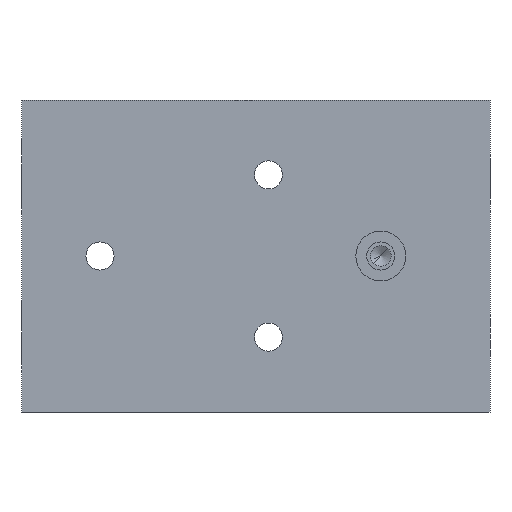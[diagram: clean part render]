
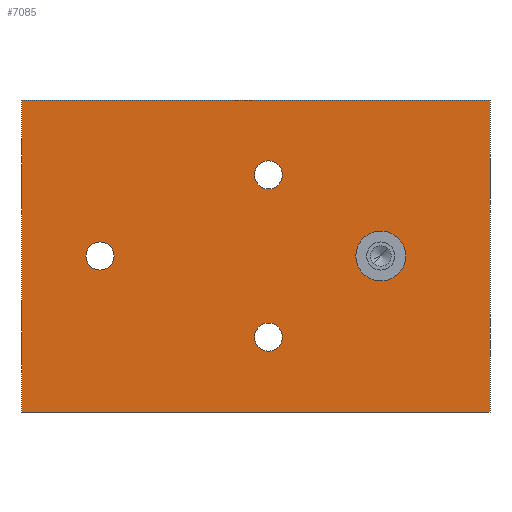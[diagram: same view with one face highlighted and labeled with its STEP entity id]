
A CAD part, front view. The second image highlights one B-rep face of the part: STEP entity #7085.
In plain terms, the highlighted planar face has unit normal (0, -1, 0).
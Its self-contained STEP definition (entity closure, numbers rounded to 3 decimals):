
#140 = EDGE_CURVE ( 'NONE', #7199, #7577, #10318, .T. ) ;
#355 = DIRECTION ( 'NONE',  ( 0., 0., 1. ) ) ;
#821 = ORIENTED_EDGE ( 'NONE', *, *, #2830, .T. ) ;
#875 = ORIENTED_EDGE ( 'NONE', *, *, #5085, .F. ) ;
#916 = CARTESIAN_POINT ( 'NONE',  ( -28.214, -6.59, 2.248 ) ) ;
#964 = DIRECTION ( 'NONE',  ( 0., 0., -1. ) ) ;
#1106 = CARTESIAN_POINT ( 'NONE',  ( 34.286, -6.59, -25. ) ) ;
#1177 = VERTEX_POINT ( 'NONE', #6638 ) ;
#1205 = ORIENTED_EDGE ( 'NONE', *, *, #9905, .F. ) ;
#1452 = ORIENTED_EDGE ( 'NONE', *, *, #1946, .T. ) ;
#1702 = CARTESIAN_POINT ( 'NONE',  ( -40.714, -6.59, 25. ) ) ;
#1946 = EDGE_CURVE ( 'NONE', #7577, #7199, #4653, .T. ) ;
#2021 = AXIS2_PLACEMENT_3D ( 'NONE', #6341, #2162, #7420 ) ;
#2103 = CARTESIAN_POINT ( 'NONE',  ( 16.786, -6.59, 0. ) ) ;
#2111 = VERTEX_POINT ( 'NONE', #1702 ) ;
#2114 = CARTESIAN_POINT ( 'NONE',  ( -28.214, -6.59, 0. ) ) ;
#2162 = DIRECTION ( 'NONE',  ( 0., 1., 0. ) ) ;
#2431 = LINE ( 'NONE', #5158, #13573 ) ;
#2458 = CARTESIAN_POINT ( 'NONE',  ( 34.286, -6.59, -25. ) ) ;
#2728 = EDGE_LOOP ( 'NONE', ( #11149, #1205, #7337, #8049 ) ) ;
#2830 = EDGE_CURVE ( 'NONE', #1177, #12535, #7282, .T. ) ;
#2905 = AXIS2_PLACEMENT_3D ( 'NONE', #8734, #8766, #9380 ) ;
#3145 = CARTESIAN_POINT ( 'NONE',  ( 34.286, -6.59, 25. ) ) ;
#3431 = EDGE_LOOP ( 'NONE', ( #6211, #821 ) ) ;
#3529 = DIRECTION ( 'NONE',  ( 0., 1., 0. ) ) ;
#3536 = CARTESIAN_POINT ( 'NONE',  ( 16.786, -6.59, 4. ) ) ;
#3707 = DIRECTION ( 'NONE',  ( 0., 0., 1. ) ) ;
#3933 = CARTESIAN_POINT ( 'NONE',  ( -1.214, -6.59, 13. ) ) ;
#4131 = DIRECTION ( 'NONE',  ( 0., 1., 0. ) ) ;
#4274 = FACE_BOUND ( 'NONE', #5920, .T. ) ;
#4503 = ORIENTED_EDGE ( 'NONE', *, *, #7705, .T. ) ;
#4547 = CARTESIAN_POINT ( 'NONE',  ( 34.286, -6.59, -25. ) ) ;
#4555 = VERTEX_POINT ( 'NONE', #9066 ) ;
#4632 = EDGE_LOOP ( 'NONE', ( #875, #8967 ) ) ;
#4653 = CIRCLE ( 'NONE', #10824, 2.248 ) ;
#4673 = VERTEX_POINT ( 'NONE', #13730 ) ;
#4688 = DIRECTION ( 'NONE',  ( 0., -1., 0. ) ) ;
#4970 = CARTESIAN_POINT ( 'NONE',  ( 34.286, -6.59, 25. ) ) ;
#5085 = EDGE_CURVE ( 'NONE', #9629, #8371, #7934, .T. ) ;
#5158 = CARTESIAN_POINT ( 'NONE',  ( -40.714, -6.59, -25. ) ) ;
#5392 = CARTESIAN_POINT ( 'NONE',  ( 16.786, -6.59, -4. ) ) ;
#5590 = ORIENTED_EDGE ( 'NONE', *, *, #9936, .T. ) ;
#5655 = VECTOR ( 'NONE', #6110, 1000. ) ;
#5674 = CARTESIAN_POINT ( 'NONE',  ( 34.286, -6.59, -25. ) ) ;
#5805 = AXIS2_PLACEMENT_3D ( 'NONE', #3933, #4131, #8257 ) ;
#5895 = CARTESIAN_POINT ( 'NONE',  ( -1.214, -6.59, -15.248 ) ) ;
#5920 = EDGE_LOOP ( 'NONE', ( #10971, #1452 ) ) ;
#6110 = DIRECTION ( 'NONE',  ( 1., 0., 0. ) ) ;
#6211 = ORIENTED_EDGE ( 'NONE', *, *, #6489, .T. ) ;
#6233 = VERTEX_POINT ( 'NONE', #10242 ) ;
#6271 = EDGE_CURVE ( 'NONE', #6233, #2111, #2431, .T. ) ;
#6326 = PLANE ( 'NONE',  #9799 ) ;
#6341 = CARTESIAN_POINT ( 'NONE',  ( -28.214, -6.59, 0. ) ) ;
#6489 = EDGE_CURVE ( 'NONE', #12535, #1177, #12392, .T. ) ;
#6638 = CARTESIAN_POINT ( 'NONE',  ( -28.214, -6.59, -2.248 ) ) ;
#7085 = ADVANCED_FACE ( 'NONE', ( #9879, #10214, #4274, #7737, #7895 ), #6326, .T. ) ;
#7199 = VERTEX_POINT ( 'NONE', #11740 ) ;
#7282 = CIRCLE ( 'NONE', #2021, 2.248 ) ;
#7337 = ORIENTED_EDGE ( 'NONE', *, *, #6271, .F. ) ;
#7345 = EDGE_LOOP ( 'NONE', ( #4503, #5590 ) ) ;
#7358 = DIRECTION ( 'NONE',  ( 0., -1., 0. ) ) ;
#7420 = DIRECTION ( 'NONE',  ( 0., 0., 1. ) ) ;
#7519 = VERTEX_POINT ( 'NONE', #2458 ) ;
#7550 = VERTEX_POINT ( 'NONE', #4970 ) ;
#7577 = VERTEX_POINT ( 'NONE', #5895 ) ;
#7705 = EDGE_CURVE ( 'NONE', #4555, #4673, #11359, .T. ) ;
#7737 = FACE_BOUND ( 'NONE', #7345, .T. ) ;
#7855 = CARTESIAN_POINT ( 'NONE',  ( -1.214, -6.59, -13. ) ) ;
#7895 = FACE_OUTER_BOUND ( 'NONE', #2728, .T. ) ;
#7934 = CIRCLE ( 'NONE', #13622, 4. ) ;
#8039 = AXIS2_PLACEMENT_3D ( 'NONE', #2103, #10442, #13674 ) ;
#8049 = ORIENTED_EDGE ( 'NONE', *, *, #9329, .T. ) ;
#8257 = DIRECTION ( 'NONE',  ( 0., 0., 1. ) ) ;
#8371 = VERTEX_POINT ( 'NONE', #3536 ) ;
#8410 = DIRECTION ( 'NONE',  ( 0., 0., 1. ) ) ;
#8427 = EDGE_CURVE ( 'NONE', #7519, #7550, #9011, .T. ) ;
#8619 = EDGE_CURVE ( 'NONE', #8371, #9629, #9670, .T. ) ;
#8734 = CARTESIAN_POINT ( 'NONE',  ( -1.214, -6.59, 13. ) ) ;
#8766 = DIRECTION ( 'NONE',  ( 0., 1., 0. ) ) ;
#8967 = ORIENTED_EDGE ( 'NONE', *, *, #8619, .F. ) ;
#9011 = LINE ( 'NONE', #5674, #9355 ) ;
#9066 = CARTESIAN_POINT ( 'NONE',  ( -1.214, -6.59, 15.248 ) ) ;
#9306 = CIRCLE ( 'NONE', #2905, 2.248 ) ;
#9329 = EDGE_CURVE ( 'NONE', #6233, #7519, #11132, .T. ) ;
#9355 = VECTOR ( 'NONE', #355, 1000. ) ;
#9380 = DIRECTION ( 'NONE',  ( 0., 0., 1. ) ) ;
#9629 = VERTEX_POINT ( 'NONE', #5392 ) ;
#9670 = CIRCLE ( 'NONE', #8039, 4. ) ;
#9798 = VECTOR ( 'NONE', #13173, 1000. ) ;
#9799 = AXIS2_PLACEMENT_3D ( 'NONE', #1106, #7358, #964 ) ;
#9822 = AXIS2_PLACEMENT_3D ( 'NONE', #10109, #10066, #11201 ) ;
#9879 = FACE_BOUND ( 'NONE', #4632, .T. ) ;
#9886 = DIRECTION ( 'NONE',  ( 0., 0., 1. ) ) ;
#9905 = EDGE_CURVE ( 'NONE', #2111, #7550, #13820, .T. ) ;
#9906 = CARTESIAN_POINT ( 'NONE',  ( 16.786, -6.59, 0. ) ) ;
#9936 = EDGE_CURVE ( 'NONE', #4673, #4555, #9306, .T. ) ;
#10066 = DIRECTION ( 'NONE',  ( 0., 1., 0. ) ) ;
#10109 = CARTESIAN_POINT ( 'NONE',  ( -1.214, -6.59, -13. ) ) ;
#10214 = FACE_BOUND ( 'NONE', #3431, .T. ) ;
#10242 = CARTESIAN_POINT ( 'NONE',  ( -40.714, -6.59, -25. ) ) ;
#10318 = CIRCLE ( 'NONE', #9822, 2.248 ) ;
#10442 = DIRECTION ( 'NONE',  ( 0., -1., 0. ) ) ;
#10824 = AXIS2_PLACEMENT_3D ( 'NONE', #7855, #3529, #9886 ) ;
#10971 = ORIENTED_EDGE ( 'NONE', *, *, #140, .T. ) ;
#11132 = LINE ( 'NONE', #4547, #9798 ) ;
#11149 = ORIENTED_EDGE ( 'NONE', *, *, #8427, .T. ) ;
#11201 = DIRECTION ( 'NONE',  ( 0., 0., 1. ) ) ;
#11359 = CIRCLE ( 'NONE', #5805, 2.248 ) ;
#11580 = AXIS2_PLACEMENT_3D ( 'NONE', #2114, #13292, #3707 ) ;
#11740 = CARTESIAN_POINT ( 'NONE',  ( -1.214, -6.59, -10.752 ) ) ;
#12392 = CIRCLE ( 'NONE', #11580, 2.248 ) ;
#12535 = VERTEX_POINT ( 'NONE', #916 ) ;
#13173 = DIRECTION ( 'NONE',  ( 1., 0., 0. ) ) ;
#13178 = DIRECTION ( 'NONE',  ( 0., 0., -1. ) ) ;
#13292 = DIRECTION ( 'NONE',  ( 0., 1., 0. ) ) ;
#13573 = VECTOR ( 'NONE', #8410, 1000. ) ;
#13622 = AXIS2_PLACEMENT_3D ( 'NONE', #9906, #4688, #13178 ) ;
#13674 = DIRECTION ( 'NONE',  ( 0., 0., -1. ) ) ;
#13730 = CARTESIAN_POINT ( 'NONE',  ( -1.214, -6.59, 10.752 ) ) ;
#13820 = LINE ( 'NONE', #3145, #5655 ) ;
